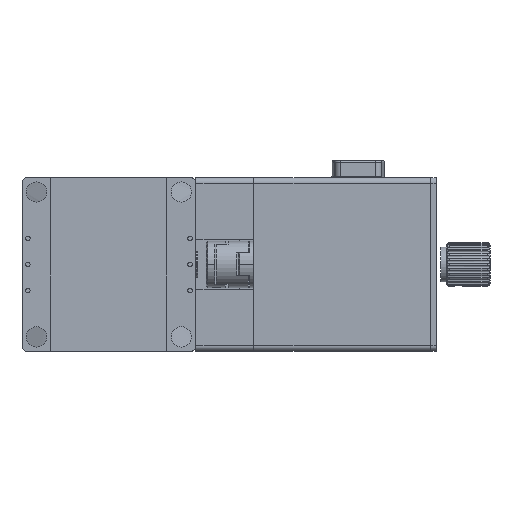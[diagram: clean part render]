
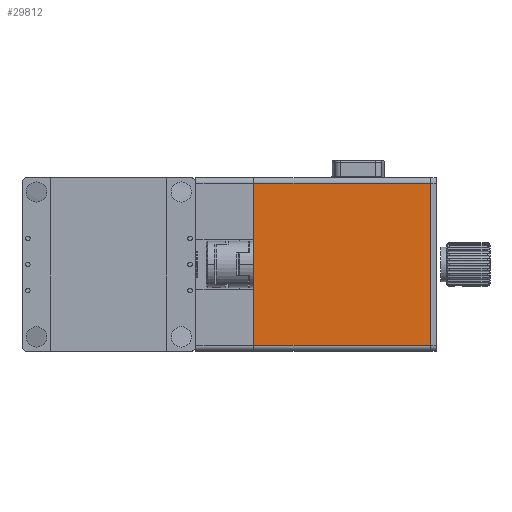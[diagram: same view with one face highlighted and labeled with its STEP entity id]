
A CAD part, front view. The second image highlights one B-rep face of the part: STEP entity #29812.
In plain terms, the highlighted planar face has unit normal (0, -1, 0).
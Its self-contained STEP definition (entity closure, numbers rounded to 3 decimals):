
#616 = DIRECTION ( 'NONE',  ( 0., 0., -1. ) ) ;
#748 = DIRECTION ( 'NONE',  ( 0., -1., 0. ) ) ;
#4525 = PLANE ( 'NONE',  #43099 ) ;
#5758 = DIRECTION ( 'NONE',  ( -1., 0., 0. ) ) ;
#5801 = CARTESIAN_POINT ( 'NONE',  ( 50., 0., 28. ) ) ;
#6261 = EDGE_CURVE ( 'NONE', #38677, #9501, #44481, .T. ) ;
#8478 = CARTESIAN_POINT ( 'NONE',  ( 111., 0., 30. ) ) ;
#9501 = VERTEX_POINT ( 'NONE', #20044 ) ;
#11948 = CARTESIAN_POINT ( 'NONE',  ( 50., 0., -28. ) ) ;
#12253 = ORIENTED_EDGE ( 'NONE', *, *, #15450, .F. ) ;
#15389 = EDGE_CURVE ( 'NONE', #30459, #38677, #36770, .T. ) ;
#15450 = EDGE_CURVE ( 'NONE', #49414, #9501, #30700, .T. ) ;
#17895 = FACE_OUTER_BOUND ( 'NONE', #45264, .T. ) ;
#20044 = CARTESIAN_POINT ( 'NONE',  ( 111., 0., -28. ) ) ;
#22071 = ORIENTED_EDGE ( 'NONE', *, *, #15389, .T. ) ;
#24089 = CARTESIAN_POINT ( 'NONE',  ( 50., 0., -30. ) ) ;
#25250 = VECTOR ( 'NONE', #27524, 1000. ) ;
#25906 = CARTESIAN_POINT ( 'NONE',  ( 50., 0., -28. ) ) ;
#27524 = DIRECTION ( 'NONE',  ( 0., 0., -1. ) ) ;
#27560 = ORIENTED_EDGE ( 'NONE', *, *, #30984, .T. ) ;
#27989 = DIRECTION ( 'NONE',  ( 0., 0., -1. ) ) ;
#29062 = CARTESIAN_POINT ( 'NONE',  ( 50., 0., 28. ) ) ;
#29812 = ADVANCED_FACE ( 'NONE', ( #17895 ), #4525, .T. ) ;
#30053 = VECTOR ( 'NONE', #5758, 1000. ) ;
#30459 = VERTEX_POINT ( 'NONE', #5801 ) ;
#30700 = LINE ( 'NONE', #8478, #39811 ) ;
#30984 = EDGE_CURVE ( 'NONE', #49414, #30459, #50053, .T. ) ;
#34136 = VECTOR ( 'NONE', #46894, 1000. ) ;
#36770 = LINE ( 'NONE', #39068, #25250 ) ;
#38677 = VERTEX_POINT ( 'NONE', #25906 ) ;
#39068 = CARTESIAN_POINT ( 'NONE',  ( 50., 0., -30. ) ) ;
#39811 = VECTOR ( 'NONE', #616, 1000. ) ;
#43099 = AXIS2_PLACEMENT_3D ( 'NONE', #24089, #748, #27989 ) ;
#44481 = LINE ( 'NONE', #11948, #34136 ) ;
#45264 = EDGE_LOOP ( 'NONE', ( #22071, #47589, #12253, #27560 ) ) ;
#46894 = DIRECTION ( 'NONE',  ( 1., 0., 0. ) ) ;
#47589 = ORIENTED_EDGE ( 'NONE', *, *, #6261, .T. ) ;
#48016 = CARTESIAN_POINT ( 'NONE',  ( 111., 0., 28. ) ) ;
#49414 = VERTEX_POINT ( 'NONE', #48016 ) ;
#50053 = LINE ( 'NONE', #29062, #30053 ) ;
